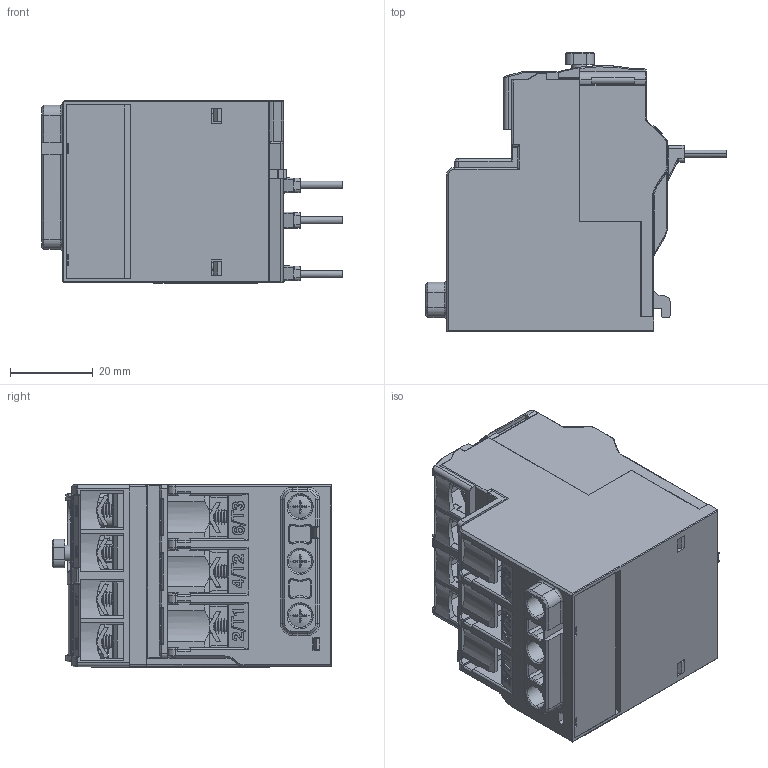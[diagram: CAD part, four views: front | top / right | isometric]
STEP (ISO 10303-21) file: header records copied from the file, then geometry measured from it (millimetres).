
FILE_DESCRIPTION((''),'2;1');
FILE_NAME('NXR-12ZONGZHUANG_ASM','2017-07-14T',('jiangcl'),(''),'PRO/ENGINEER BY PARAMETRIC TECHNOLOGY CORPORATION, 2010280','PRO/ENGINEER BY PARAMETRIC TECHNOLOGY CORPORATION, 2010280','');
FILE_SCHEMA(('CONFIG_CONTROL_DESIGN'));
Products named in the file (39): M3_5__9______ANY; NR2-11_5WD____ANY; M3_5X9_________ANY_ASM; M3__6______ANY; 12WAIKE30RI____ANY; 8557014____ANY; _________ANY-190929_ASM; ________ANY-191029; 11_5______ANY; 8510032____ANY; ______ANY-192297; 12HOUGAI____ANY; 25___26RI____ANY; _________ANY-190704; HUODONGGAIZHUANGPEI____ANY_ASM; 8510031____ANY; __________ANY-191136; _______ANY-191209_ASM; ___4_________ANY; _____11____ANY; 5550021______ANY_ASM; JIECHUBAN009____ANY; NONE-94859; NONE-95021; ______A_ANY_ASM; __3____ANY_ASM; __2____ANY-191966; __1____ANY-191955_ASM; ANNIU27____ANY; ___3_________ANY; ___1____ANY_ASM; __1____ANY-191003; 5550020______ANY_ASM; __________ANY-191833; _____28_36_ANY_ASM; 8510030____ANY; 12XIAHUZHAO_STEP-NONE1____ANY; NXR-12ZONGZHUANG_ANY_ASM; NXR-12ZONGZHUANG_ASM
Assembly tree (50 placements, depth 6):
  NXR-12ZONGZHUANG_ASM
    NXR-12ZONGZHUANG_ANY_ASM
      M3_5X9_________ANY_ASM  x7
        M3_5__9______ANY
        NR2-11_5WD____ANY
      M3__6______ANY  x3
      12WAIKE30RI____ANY
      _________ANY-190929_ASM  x3
        8557014____ANY
      ________ANY-191029
      11_5______ANY
      8510032____ANY
      ______ANY-192297
      12HOUGAI____ANY
      HUODONGGAIZHUANGPEI____ANY_ASM
        25___26RI____ANY
        _________ANY-190704
      8510031____ANY
      _____28_36_ANY_ASM
        5550021______ANY_ASM
          _______ANY-191209_ASM
            __________ANY-191136
          ___4_________ANY
          _____11____ANY
        __3____ANY_ASM
          JIECHUBAN009____ANY
          ______A_ANY_ASM
            NONE-94859
            NONE-95021
        __1____ANY-191955_ASM
          ______A_ANY_ASM
            NONE-94859
            NONE-95021
          __2____ANY-191966
        ANNIU27____ANY
        5550020______ANY_ASM
          ___1____ANY_ASM
            ___3_________ANY
            __________ANY-191136
          __1____ANY-191003
        __________ANY-191833
      8510030____ANY
      12XIAHUZHAO_STEP-NONE1____ANY
Bounding box: 72.7 x 67.5 x 44.1 mm (x, y, z)
Volume: 45484.4 mm3; surface area: 63446.5 mm2
Topology: 46 solids, 46 shells, 4613 faces, 12533 edges, 8066 vertices
Faces by surface type: plane 2918, cylinder 725, cone 564, extrusion 244, bspline 92, torus 57, sphere 13
Entity records: 134368 total; most frequent: CARTESIAN_POINT 37677, ORIENTED_EDGE 20898, DIRECTION 18458, EDGE_CURVE 10449, VECTOR 8246, LINE 8002, VERTEX_POINT 6821, AXIS2_PLACEMENT_3D 5106
